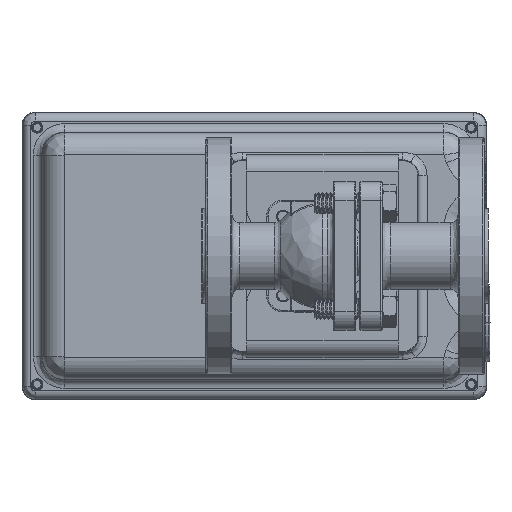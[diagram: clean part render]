
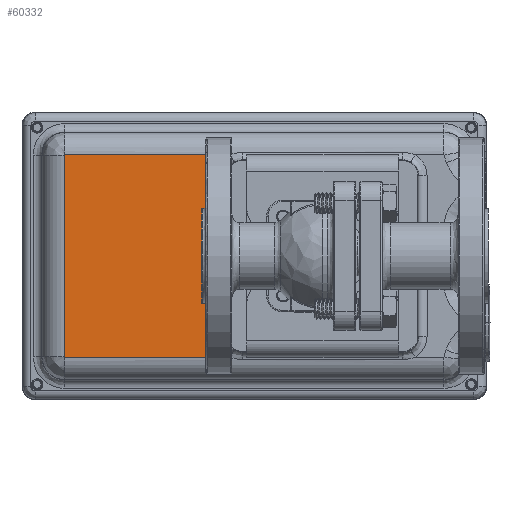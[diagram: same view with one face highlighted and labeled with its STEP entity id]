
A CAD part, front view. The second image highlights one B-rep face of the part: STEP entity #60332.
In plain terms, the highlighted planar face has unit normal (0, -1, 0).
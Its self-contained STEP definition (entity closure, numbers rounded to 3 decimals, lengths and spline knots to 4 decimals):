
#853 = CARTESIAN_POINT ( 'NONE',  ( 1.7332, 5.933, -1.5004 ) ) ;
#964 = CARTESIAN_POINT ( 'NONE',  ( -2.0893, 5.933, -1.5004 ) ) ;
#2436 = PLANE ( 'NONE',  #51275 ) ;
#4259 = VECTOR ( 'NONE', #52918, 39.3701 ) ;
#5705 = VERTEX_POINT ( 'NONE', #52020 ) ;
#6064 = CARTESIAN_POINT ( 'NONE',  ( -2.0926, 5.933, -1.4971 ) ) ;
#6328 = LINE ( 'NONE', #853, #4259 ) ;
#7518 = CARTESIAN_POINT ( 'NONE',  ( -2.0926, 5.933, -1.4971 ) ) ;
#7793 = ORIENTED_EDGE ( 'NONE', *, *, #39242, .F. ) ;
#8437 = EDGE_CURVE ( 'NONE', #5705, #55130, #52166, .T. ) ;
#9236 = ORIENTED_EDGE ( 'NONE', *, *, #46813, .F. ) ;
#11005 = LINE ( 'NONE', #21980, #43563 ) ;
#11068 = ORIENTED_EDGE ( 'NONE', *, *, #55021, .F. ) ;
#12225 = ORIENTED_EDGE ( 'NONE', *, *, #49225, .F. ) ;
#13333 =( BOUNDED_CURVE ( )  B_SPLINE_CURVE ( 3, ( #21560, #54015, #73729, #34647 ),
 .UNSPECIFIED., .F., .F. ) 
 B_SPLINE_CURVE_WITH_KNOTS ( ( 4, 4 ),
 ( 0., 1. ),
 .UNSPECIFIED. ) 
 CURVE ( )  GEOMETRIC_REPRESENTATION_ITEM ( )  RATIONAL_B_SPLINE_CURVE ( ( 1., 0.805, 0.805, 1. ) ) 
 REPRESENTATION_ITEM ( '' )  );
#14613 = CARTESIAN_POINT ( 'NONE',  ( 0.3621, 5.933, -1.5004 ) ) ;
#14952 = DIRECTION ( 'NONE',  ( 0., 0., -1. ) ) ;
#15728 = DIRECTION ( 'NONE',  ( 1., 0., 0. ) ) ;
#17250 = CARTESIAN_POINT ( 'NONE',  ( 0.2481, 5.933, -1.4335 ) ) ;
#20048 = EDGE_CURVE ( 'NONE', #46159, #65143, #77962, .T. ) ;
#21560 = CARTESIAN_POINT ( 'NONE',  ( -2.0926, 5.933, 1.4979 ) ) ;
#21980 = CARTESIAN_POINT ( 'NONE',  ( 3.5357, 5.933, 1.5011 ) ) ;
#22061 = DIRECTION ( 'NONE',  ( 0., 1., 0. ) ) ;
#22338 = CARTESIAN_POINT ( 'NONE',  ( 0.3621, 5.933, 1.5011 ) ) ;
#26199 = CARTESIAN_POINT ( 'NONE',  ( -2.0893, 5.933, 1.5011 ) ) ;
#27210 = VECTOR ( 'NONE', #76864, 39.3701 ) ;
#30472 = EDGE_CURVE ( 'NONE', #55130, #73202, #6328, .T. ) ;
#32792 = VERTEX_POINT ( 'NONE', #26199 ) ;
#34647 = CARTESIAN_POINT ( 'NONE',  ( -2.0893, 5.933, 1.5011 ) ) ;
#35001 =( BOUNDED_CURVE ( )  B_SPLINE_CURVE ( 3, ( #964, #65315, #76550, #7518 ),
 .UNSPECIFIED., .F., .F. ) 
 B_SPLINE_CURVE_WITH_KNOTS ( ( 4, 4 ),
 ( 0., 1. ),
 .UNSPECIFIED. ) 
 CURVE ( )  GEOMETRIC_REPRESENTATION_ITEM ( )  RATIONAL_B_SPLINE_CURVE ( ( 1., 0.805, 0.805, 1. ) ) 
 REPRESENTATION_ITEM ( '' )  );
#35436 = CARTESIAN_POINT ( 'NONE',  ( 0.1824, 5.933, 1.1874 ) ) ;
#39242 = EDGE_CURVE ( 'NONE', #32792, #46159, #11005, .T. ) ;
#40823 = CARTESIAN_POINT ( 'NONE',  ( 0.1824, 5.933, 1.1874 ) ) ;
#41678 = CARTESIAN_POINT ( 'NONE',  ( 0.2481, 5.933, 1.4342 ) ) ;
#43563 = VECTOR ( 'NONE', #15728, 39.3701 ) ;
#44487 = ORIENTED_EDGE ( 'NONE', *, *, #57440, .F. ) ;
#45872 = VECTOR ( 'NONE', #14952, 39.3701 ) ;
#46159 = VERTEX_POINT ( 'NONE', #71791 ) ;
#46813 = EDGE_CURVE ( 'NONE', #58044, #77406, #80178, .T. ) ;
#49225 = EDGE_CURVE ( 'NONE', #77406, #32792, #13333, .T. ) ;
#49274 = CARTESIAN_POINT ( 'NONE',  ( -2.0893, 5.933, -1.5004 ) ) ;
#49640 = CARTESIAN_POINT ( 'NONE',  ( 0.1824, 5.933, -1.1866 ) ) ;
#51066 = CARTESIAN_POINT ( 'NONE',  ( -2.0926, 5.933, 0.0004 ) ) ;
#51114 = FACE_OUTER_BOUND ( 'NONE', #58657, .T. ) ;
#51275 = AXIS2_PLACEMENT_3D ( 'NONE', #61078, #22061, #67647 ) ;
#52020 = CARTESIAN_POINT ( 'NONE',  ( 0.1824, 5.933, -1.1866 ) ) ;
#52166 =( BOUNDED_CURVE ( )  B_SPLINE_CURVE ( 3, ( #49640, #68832, #17250, #62822 ),
 .UNSPECIFIED., .F., .F. ) 
 B_SPLINE_CURVE_WITH_KNOTS ( ( 4, 4 ),
 ( 0., 1. ),
 .UNSPECIFIED. ) 
 CURVE ( )  GEOMETRIC_REPRESENTATION_ITEM ( )  RATIONAL_B_SPLINE_CURVE ( ( 1., 0.912, 0.912, 1. ) ) 
 REPRESENTATION_ITEM ( '' )  );
#52918 = DIRECTION ( 'NONE',  ( -1., 0., 0. ) ) ;
#54015 = CARTESIAN_POINT ( 'NONE',  ( -2.0926, 5.933, 1.4998 ) ) ;
#55021 = EDGE_CURVE ( 'NONE', #73202, #58044, #35001, .T. ) ;
#55130 = VERTEX_POINT ( 'NONE', #14613 ) ;
#55443 = ORIENTED_EDGE ( 'NONE', *, *, #8437, .F. ) ;
#57440 = EDGE_CURVE ( 'NONE', #65143, #5705, #65298, .T. ) ;
#58044 = VERTEX_POINT ( 'NONE', #6064 ) ;
#58657 = EDGE_LOOP ( 'NONE', ( #71019, #7793, #12225, #9236, #11068, #62480, #55443, #44487 ) ) ;
#60332 = ADVANCED_FACE ( 'NONE', ( #51114 ), #2436, .F. ) ;
#61078 = CARTESIAN_POINT ( 'NONE',  ( 3.5357, 5.933, -1.4971 ) ) ;
#62480 = ORIENTED_EDGE ( 'NONE', *, *, #30472, .F. ) ;
#62822 = CARTESIAN_POINT ( 'NONE',  ( 0.3621, 5.933, -1.5004 ) ) ;
#65143 = VERTEX_POINT ( 'NONE', #74419 ) ;
#65298 = LINE ( 'NONE', #40823, #45872 ) ;
#65315 = CARTESIAN_POINT ( 'NONE',  ( -2.0913, 5.933, -1.5004 ) ) ;
#67647 = DIRECTION ( 'NONE',  ( -1., 0., -0.015 ) ) ;
#68832 = CARTESIAN_POINT ( 'NONE',  ( 0.1824, 5.933, -1.3188 ) ) ;
#71019 = ORIENTED_EDGE ( 'NONE', *, *, #20048, .F. ) ;
#71791 = CARTESIAN_POINT ( 'NONE',  ( 0.3621, 5.933, 1.5011 ) ) ;
#73202 = VERTEX_POINT ( 'NONE', #49274 ) ;
#73729 = CARTESIAN_POINT ( 'NONE',  ( -2.0913, 5.933, 1.5011 ) ) ;
#74419 = CARTESIAN_POINT ( 'NONE',  ( 0.1824, 5.933, 1.1874 ) ) ;
#74526 = CARTESIAN_POINT ( 'NONE',  ( 0.1824, 5.933, 1.3195 ) ) ;
#74989 = CARTESIAN_POINT ( 'NONE',  ( -2.0926, 5.933, 1.4979 ) ) ;
#76550 = CARTESIAN_POINT ( 'NONE',  ( -2.0926, 5.933, -1.4991 ) ) ;
#76864 = DIRECTION ( 'NONE',  ( 0., 0., 1. ) ) ;
#77406 = VERTEX_POINT ( 'NONE', #74989 ) ;
#77962 =( BOUNDED_CURVE ( )  B_SPLINE_CURVE ( 3, ( #22338, #41678, #74526, #35436 ),
 .UNSPECIFIED., .F., .T. ) 
 B_SPLINE_CURVE_WITH_KNOTS ( ( 4, 4 ),
 ( 0., 1. ),
 .UNSPECIFIED. ) 
 CURVE ( )  GEOMETRIC_REPRESENTATION_ITEM ( )  RATIONAL_B_SPLINE_CURVE ( ( 1., 0.912, 0.912, 1. ) ) 
 REPRESENTATION_ITEM ( '' )  );
#80178 = LINE ( 'NONE', #51066, #27210 ) ;
